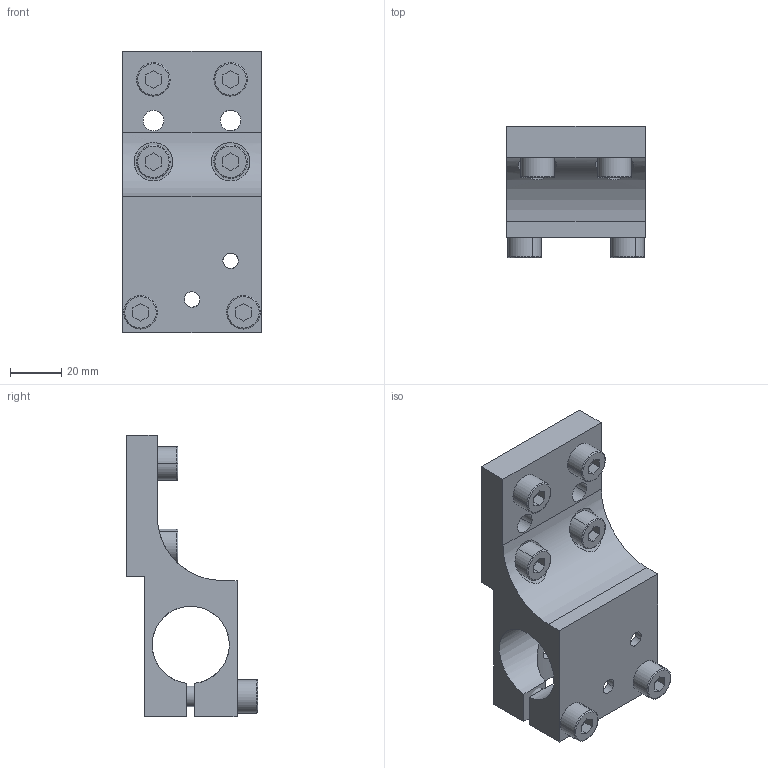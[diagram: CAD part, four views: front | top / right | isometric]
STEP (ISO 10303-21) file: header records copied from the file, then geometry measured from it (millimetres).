
FILE_DESCRIPTION(('CATIA V5 STEP Exchange'),'2;1');
FILE_NAME('AEGT182.stp','2018-12-19T02:07:56+00:00',('none'),('none'),'CATIA Version 5 Release 21 GA (IN-10)','CATIA V5 STEP AP203','none');
FILE_SCHEMA(('CONFIG_CONTROL_DESIGN'));
Length unit declared in the file: millimetre
Products named in the file (1): AEGT182
Bounding box: 54 x 51 x 109.5 mm (x, y, z)
Volume: 89943.4 mm3; surface area: 34951.1 mm2
Topology: 7 solids, 7 shells, 159 faces, 379 edges, 244 vertices
Faces by surface type: plane 74, cylinder 63, torus 16, cone 6
Entity records: 5175 total; most frequent: CARTESIAN_POINT 1587, ORIENTED_EDGE 758, DIRECTION 607, EDGE_CURVE 379, AXIS2_PLACEMENT_3D 253, VERTEX_POINT 244, VECTOR 215, LINE 215
